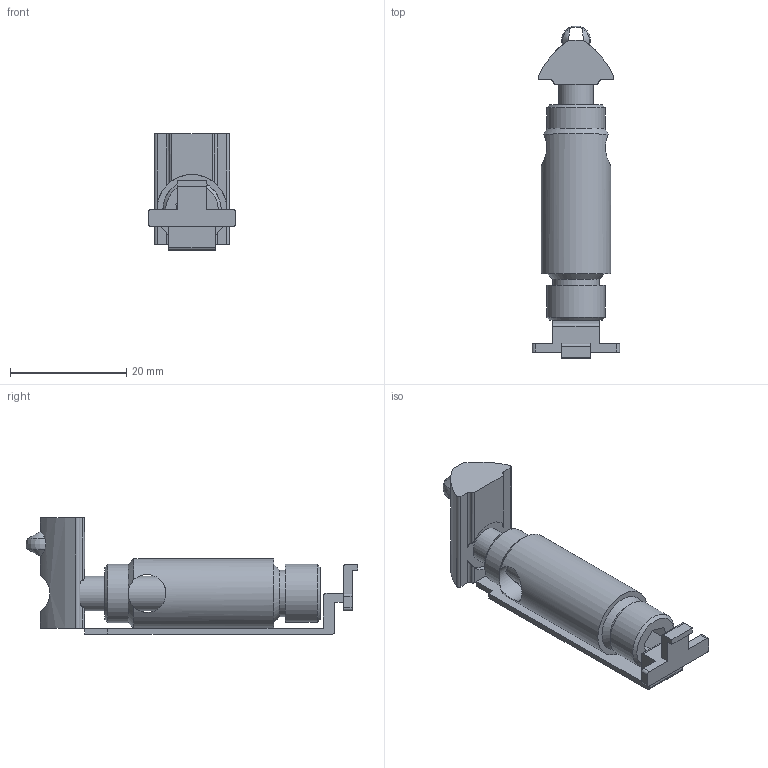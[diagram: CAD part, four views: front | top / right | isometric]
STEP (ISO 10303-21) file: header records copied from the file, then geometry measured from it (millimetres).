
FILE_DESCRIPTION((''),'2;1');
FILE_NAME('AR3607.stp','2018-01-10T15:05:47',('Konstruktor II'),(''),'Autodesk Inventor 2013','Autodesk Inventor 2013','');
FILE_SCHEMA(('AUTOMOTIVE_DESIGN { 1 0 10303 214 1 1 1 1 }'));
Length unit declared in the file: millimetre
Products named in the file (5): AR3607; AR3607 I; AR3607 II; AR3607 III; AR3607 IV
Assembly tree (4 placements, depth 2):
  AR3607
    AR3607 I
    AR3607 II
    AR3607 III
    AR3607 IV
Bounding box: 15 x 57.06 x 20 mm (x, y, z)
Volume: 5231.1 mm3; surface area: 5048.2 mm2
Topology: 4 solids, 4 shells, 108 faces, 272 edges, 173 vertices
Faces by surface type: plane 65, cylinder 33, cone 6, sphere 3, revolution 1
Full cylindrical faces by diameter (mm): 6 x3, 6.5 x1, 6.647 x1, 7 x1, 8 x1, 10 x2, 12 x1
Entity records: 3545 total; most frequent: CARTESIAN_POINT 855, DIRECTION 536, ORIENTED_EDGE 504, EDGE_CURVE 252, AXIS2_PLACEMENT_3D 191, VERTEX_POINT 168, VECTOR 153, LINE 153
